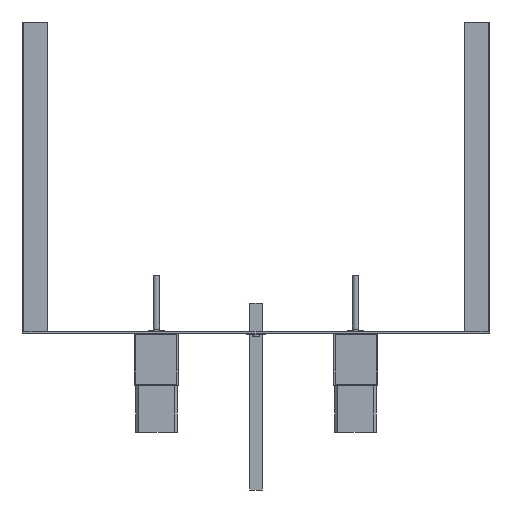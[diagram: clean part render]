
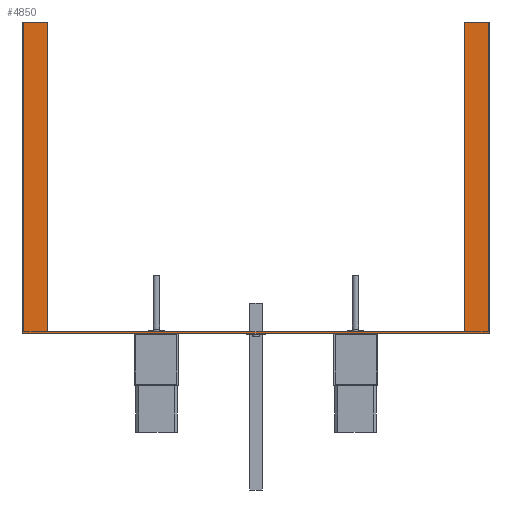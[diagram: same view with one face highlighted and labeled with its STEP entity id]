
A CAD part, front view. The second image highlights one B-rep face of the part: STEP entity #4850.
In plain terms, the highlighted planar face has unit normal (0, -1, 0).
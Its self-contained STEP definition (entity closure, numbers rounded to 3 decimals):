
#150=PLANE('',#5143);
#380=FACE_OUTER_BOUND('',#654,.T.);
#654=EDGE_LOOP('',(#3599,#3600,#3601,#3602,#3603,#3604,#3605,#3606));
#1055=LINE('',#7085,#1647);
#1056=LINE('',#7088,#1648);
#1058=LINE('',#7093,#1650);
#1059=LINE('',#7095,#1651);
#1060=LINE('',#7097,#1652);
#1061=LINE('',#7099,#1653);
#1062=LINE('',#7100,#1654);
#1063=LINE('',#7101,#1655);
#1647=VECTOR('',#5703,10.);
#1648=VECTOR('',#5706,10.);
#1650=VECTOR('',#5710,10.);
#1651=VECTOR('',#5711,10.);
#1652=VECTOR('',#5712,10.);
#1653=VECTOR('',#5713,10.);
#1654=VECTOR('',#5714,10.);
#1655=VECTOR('',#5715,10.);
#2309=VERTEX_POINT('',#7081);
#2310=VERTEX_POINT('',#7083);
#2311=VERTEX_POINT('',#7087);
#2312=VERTEX_POINT('',#7091);
#2313=VERTEX_POINT('',#7092);
#2314=VERTEX_POINT('',#7094);
#2315=VERTEX_POINT('',#7096);
#2316=VERTEX_POINT('',#7098);
#2803=EDGE_CURVE('',#2309,#2310,#1055,.T.);
#2804=EDGE_CURVE('',#2311,#2310,#1056,.T.);
#2806=EDGE_CURVE('',#2312,#2313,#1058,.T.);
#2807=EDGE_CURVE('',#2312,#2314,#1059,.T.);
#2808=EDGE_CURVE('',#2315,#2314,#1060,.T.);
#2809=EDGE_CURVE('',#2316,#2315,#1061,.T.);
#2810=EDGE_CURVE('',#2309,#2316,#1062,.T.);
#2811=EDGE_CURVE('',#2313,#2311,#1063,.T.);
#3599=ORIENTED_EDGE('',*,*,#2806,.F.);
#3600=ORIENTED_EDGE('',*,*,#2807,.T.);
#3601=ORIENTED_EDGE('',*,*,#2808,.F.);
#3602=ORIENTED_EDGE('',*,*,#2809,.F.);
#3603=ORIENTED_EDGE('',*,*,#2810,.F.);
#3604=ORIENTED_EDGE('',*,*,#2803,.T.);
#3605=ORIENTED_EDGE('',*,*,#2804,.F.);
#3606=ORIENTED_EDGE('',*,*,#2811,.F.);
#4850=ADVANCED_FACE('',(#380),#150,.T.);
#5143=AXIS2_PLACEMENT_3D('',#7090,#5708,#5709);
#5703=DIRECTION('',(0.,0.,1.));
#5706=DIRECTION('',(1.,0.,0.));
#5708=DIRECTION('center_axis',(0.,-1.,0.));
#5709=DIRECTION('ref_axis',(-1.,0.,0.));
#5710=DIRECTION('',(-1.,0.,0.));
#5711=DIRECTION('',(0.,0.,1.));
#5712=DIRECTION('',(1.,0.,0.));
#5713=DIRECTION('',(0.,0.,1.));
#5714=DIRECTION('',(1.,0.,0.));
#5715=DIRECTION('',(0.,0.,1.));
#7081=CARTESIAN_POINT('',(-335.,-275.,0.));
#7083=CARTESIAN_POINT('',(-335.,-275.,498.));
#7085=CARTESIAN_POINT('',(-335.,-275.,-2.));
#7087=CARTESIAN_POINT('',(-375.,-275.,498.));
#7088=CARTESIAN_POINT('',(375.,-275.,498.));
#7090=CARTESIAN_POINT('Origin',(375.,-275.,0.));
#7091=CARTESIAN_POINT('',(375.,-275.,-2.));
#7092=CARTESIAN_POINT('',(-375.,-275.,-2.));
#7093=CARTESIAN_POINT('',(-375.,-275.,-2.));
#7094=CARTESIAN_POINT('',(375.,-275.,498.));
#7095=CARTESIAN_POINT('',(375.,-275.,-2.));
#7096=CARTESIAN_POINT('',(335.,-275.,498.));
#7097=CARTESIAN_POINT('',(375.,-275.,498.));
#7098=CARTESIAN_POINT('',(335.,-275.,0.));
#7099=CARTESIAN_POINT('',(335.,-275.,-2.));
#7100=CARTESIAN_POINT('',(-375.,-275.,0.));
#7101=CARTESIAN_POINT('',(-375.,-275.,-2.));
